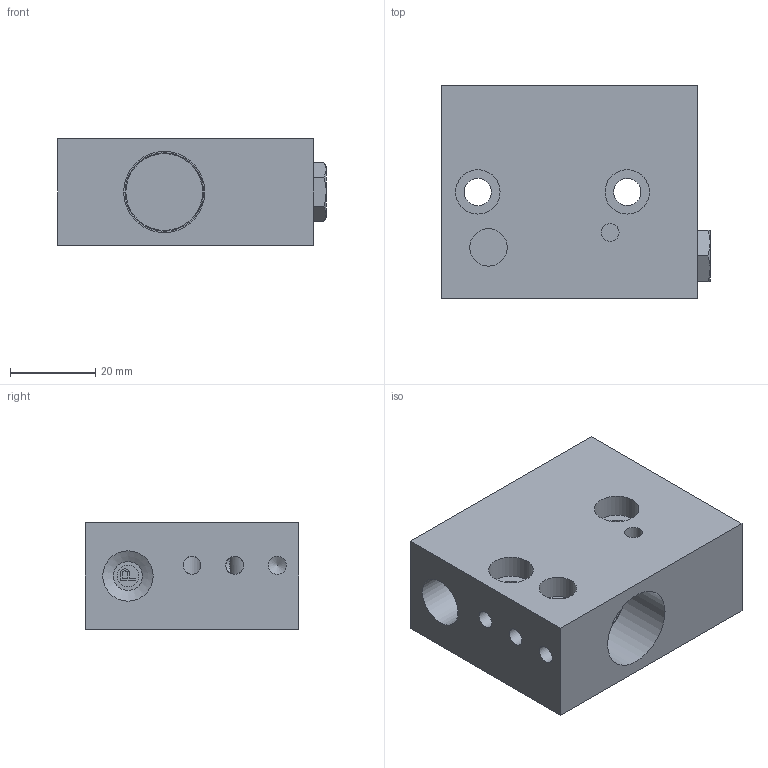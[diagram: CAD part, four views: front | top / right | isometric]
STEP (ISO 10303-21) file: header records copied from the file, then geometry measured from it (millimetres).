
FILE_DESCRIPTION((''),'2;1');
FILE_NAME('110 040 06.stp','2012-05-31T19:55:14',('HJ'),('AVAC Vacuumteknik AB'),'Autodesk Inventor 2012','Autodesk Inventor 2012','');
FILE_SCHEMA(('AUTOMOTIVE_DESIGN { 1 0 10303 214 1 1 1 1 }'));
Length unit declared in the file: millimetre
Products named in the file (1): 110 040 06
Bounding box: 63 x 50 x 25 mm (x, y, z)
Volume: 65051.4 mm3; surface area: 15368.5 mm2
Topology: 1 solids, 2 shells, 90 faces, 209 edges, 137 vertices
Faces by surface type: plane 49, cylinder 20, bspline 14, cone 6, torus 1
Full cylindrical faces by diameter (mm): 2.8 x1, 4.2 x4, 5 x2, 6.4 x2, 8.8 x1, 10.4 x2, 11.8 x2, 18.4 x1, 19 x1
Entity records: 2660 total; most frequent: CARTESIAN_POINT 679, ORIENTED_EDGE 352, DIRECTION 337, EDGE_CURVE 176, EDGE_LOOP 133, VERTEX_POINT 127, AXIS2_PLACEMENT_3D 121, VECTOR 95
